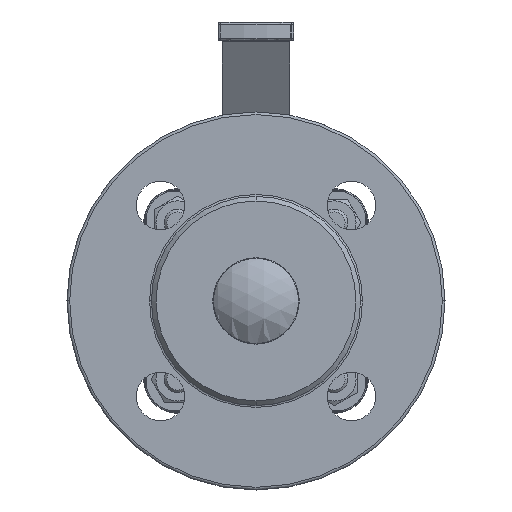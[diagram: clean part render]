
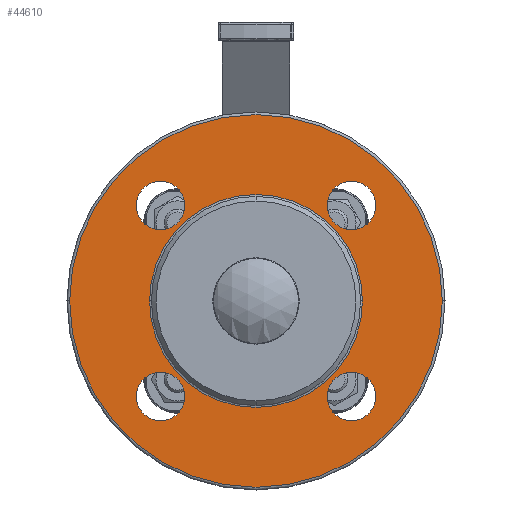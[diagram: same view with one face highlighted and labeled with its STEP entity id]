
A CAD part, left-side view. The second image highlights one B-rep face of the part: STEP entity #44610.
In plain terms, the highlighted face is planar.
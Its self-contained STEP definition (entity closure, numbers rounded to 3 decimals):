
#42022=CARTESIAN_POINT('',(108.,35.355,44.355));
#42023=VERTEX_POINT('',#42022);
#42032=CARTESIAN_POINT('',(108.,35.355,26.355));
#42033=VERTEX_POINT('',#42032);
#42034=CARTESIAN_POINT('',(108.,35.355,35.355));
#42035=DIRECTION('',(-1.0,0.0,0.0));
#42036=DIRECTION('',(0.0,0.0,1.0));
#42037=AXIS2_PLACEMENT_3D('',#42034,#42035,#42036);
#42038=CIRCLE('',#42037,9.0);
#42039=EDGE_CURVE('',#42033,#42023,#42038,.T.);
#42085=CARTESIAN_POINT('',(108.,44.355,-35.355));
#42086=VERTEX_POINT('',#42085);
#42095=CARTESIAN_POINT('',(108.,26.355,-35.355));
#42096=VERTEX_POINT('',#42095);
#42097=CARTESIAN_POINT('',(108.,35.355,-35.355));
#42098=DIRECTION('',(-1.0,0.0,0.0));
#42099=DIRECTION('',(0.0,1.0,0.0));
#42100=AXIS2_PLACEMENT_3D('',#42097,#42098,#42099);
#42101=CIRCLE('',#42100,9.0);
#42102=EDGE_CURVE('',#42096,#42086,#42101,.T.);
#42148=CARTESIAN_POINT('',(108.,-35.355,-44.355));
#42149=VERTEX_POINT('',#42148);
#42158=CARTESIAN_POINT('',(108.,-35.355,-26.355));
#42159=VERTEX_POINT('',#42158);
#42160=CARTESIAN_POINT('',(108.,-35.355,-35.355));
#42161=DIRECTION('',(-1.0,0.0,0.0));
#42162=DIRECTION('',(0.0,0.0,-1.0));
#42163=AXIS2_PLACEMENT_3D('',#42160,#42161,#42162);
#42164=CIRCLE('',#42163,9.0);
#42165=EDGE_CURVE('',#42159,#42149,#42164,.T.);
#42211=CARTESIAN_POINT('',(108.,-44.355,35.355));
#42212=VERTEX_POINT('',#42211);
#42221=CARTESIAN_POINT('',(108.,-26.355,35.355));
#42222=VERTEX_POINT('',#42221);
#42223=CARTESIAN_POINT('',(108.,-35.355,35.355));
#42224=DIRECTION('',(-1.0,0.0,0.0));
#42225=DIRECTION('',(0.0,-1.0,0.0));
#42226=AXIS2_PLACEMENT_3D('',#42223,#42224,#42225);
#42227=CIRCLE('',#42226,9.0);
#42228=EDGE_CURVE('',#42222,#42212,#42227,.T.);
#44315=CARTESIAN_POINT('',(108.,0.,69.0));
#44316=VERTEX_POINT('',#44315);
#44324=CARTESIAN_POINT('',(108.,0.,-69.0));
#44325=VERTEX_POINT('',#44324);
#44326=CARTESIAN_POINT('',(108.,0.0,0.0));
#44327=DIRECTION('',(-1.0,0.0,0.0));
#44328=DIRECTION('',(0.0,1.0,0.0));
#44329=AXIS2_PLACEMENT_3D('',#44326,#44327,#44328);
#44330=CIRCLE('',#44329,69.0);
#44331=EDGE_CURVE('',#44316,#44325,#44330,.T.);
#44441=CARTESIAN_POINT('',(108.,0.,-39.414));
#44442=VERTEX_POINT('',#44441);
#44458=CARTESIAN_POINT('',(108.,0.,39.414));
#44459=VERTEX_POINT('',#44458);
#44467=CARTESIAN_POINT('',(108.,-39.414,0.));
#44468=VERTEX_POINT('',#44467);
#44469=CARTESIAN_POINT('',(108.,0.0,0.0));
#44470=DIRECTION('',(1.0,0.0,0.0));
#44471=DIRECTION('',(0.0,1.0,0.0));
#44472=AXIS2_PLACEMENT_3D('',#44469,#44470,#44471);
#44473=CIRCLE('',#44472,39.414);
#44474=EDGE_CURVE('',#44459,#44468,#44473,.T.);
#44476=CARTESIAN_POINT('',(108.,0.0,0.0));
#44477=DIRECTION('',(1.0,0.0,0.0));
#44478=DIRECTION('',(0.0,1.0,0.0));
#44479=AXIS2_PLACEMENT_3D('',#44476,#44477,#44478);
#44480=CIRCLE('',#44479,39.414);
#44481=EDGE_CURVE('',#44468,#44442,#44480,.T.);
#44522=CARTESIAN_POINT('',(108.,0.0,0.0));
#44523=DIRECTION('',(1.0,0.0,0.0));
#44524=DIRECTION('',(0.0,1.0,0.0));
#44525=AXIS2_PLACEMENT_3D('',#44522,#44523,#44524);
#44526=CIRCLE('',#44525,39.414);
#44527=EDGE_CURVE('',#44442,#44459,#44526,.T.);
#44541=CARTESIAN_POINT('',(108.,-54.5,0.0));
#44542=DIRECTION('',(1.0,0.0,0.0));
#44543=DIRECTION('',(0.0,0.0,-1.0));
#44544=AXIS2_PLACEMENT_3D('',#44541,#44542,#44543);
#44545=PLANE('',#44544);
#44546=CARTESIAN_POINT('',(108.,-69.0,0.0));
#44547=VERTEX_POINT('',#44546);
#44548=CARTESIAN_POINT('',(108.,0.0,0.0));
#44549=DIRECTION('',(-1.0,0.0,0.0));
#44550=DIRECTION('',(0.0,1.0,0.0));
#44551=AXIS2_PLACEMENT_3D('',#44548,#44549,#44550);
#44552=CIRCLE('',#44551,69.0);
#44553=EDGE_CURVE('',#44547,#44316,#44552,.T.);
#44554=ORIENTED_EDGE('',*,*,#44553,.F.);
#44555=CARTESIAN_POINT('',(108.,0.0,0.0));
#44556=DIRECTION('',(-1.0,0.0,0.0));
#44557=DIRECTION('',(0.0,1.0,0.0));
#44558=AXIS2_PLACEMENT_3D('',#44555,#44556,#44557);
#44559=CIRCLE('',#44558,69.0);
#44560=EDGE_CURVE('',#44325,#44547,#44559,.T.);
#44561=ORIENTED_EDGE('',*,*,#44560,.F.);
#44562=ORIENTED_EDGE('',*,*,#44331,.F.);
#44563=EDGE_LOOP('',(#44554,#44561,#44562));
#44564=FACE_OUTER_BOUND('',#44563,.T.);
#44565=ORIENTED_EDGE('',*,*,#42228,.T.);
#44566=CARTESIAN_POINT('',(108.,-35.355,35.355));
#44567=DIRECTION('',(-1.0,0.0,0.0));
#44568=DIRECTION('',(0.0,-1.0,0.0));
#44569=AXIS2_PLACEMENT_3D('',#44566,#44567,#44568);
#44570=CIRCLE('',#44569,9.0);
#44571=EDGE_CURVE('',#42212,#42222,#44570,.T.);
#44572=ORIENTED_EDGE('',*,*,#44571,.T.);
#44573=EDGE_LOOP('',(#44565,#44572));
#44574=FACE_BOUND('',#44573,.T.);
#44575=ORIENTED_EDGE('',*,*,#42165,.T.);
#44576=CARTESIAN_POINT('',(108.,-35.355,-35.355));
#44577=DIRECTION('',(-1.0,0.0,0.0));
#44578=DIRECTION('',(0.0,0.0,-1.0));
#44579=AXIS2_PLACEMENT_3D('',#44576,#44577,#44578);
#44580=CIRCLE('',#44579,9.0);
#44581=EDGE_CURVE('',#42149,#42159,#44580,.T.);
#44582=ORIENTED_EDGE('',*,*,#44581,.T.);
#44583=EDGE_LOOP('',(#44575,#44582));
#44584=FACE_BOUND('',#44583,.T.);
#44585=ORIENTED_EDGE('',*,*,#42102,.T.);
#44586=CARTESIAN_POINT('',(108.,35.355,-35.355));
#44587=DIRECTION('',(-1.0,0.0,0.0));
#44588=DIRECTION('',(0.0,1.0,0.0));
#44589=AXIS2_PLACEMENT_3D('',#44586,#44587,#44588);
#44590=CIRCLE('',#44589,9.0);
#44591=EDGE_CURVE('',#42086,#42096,#44590,.T.);
#44592=ORIENTED_EDGE('',*,*,#44591,.T.);
#44593=EDGE_LOOP('',(#44585,#44592));
#44594=FACE_BOUND('',#44593,.T.);
#44595=ORIENTED_EDGE('',*,*,#42039,.T.);
#44596=CARTESIAN_POINT('',(108.,35.355,35.355));
#44597=DIRECTION('',(-1.0,0.0,0.0));
#44598=DIRECTION('',(0.0,0.0,1.0));
#44599=AXIS2_PLACEMENT_3D('',#44596,#44597,#44598);
#44600=CIRCLE('',#44599,9.0);
#44601=EDGE_CURVE('',#42023,#42033,#44600,.T.);
#44602=ORIENTED_EDGE('',*,*,#44601,.T.);
#44603=EDGE_LOOP('',(#44595,#44602));
#44604=FACE_BOUND('',#44603,.T.);
#44605=ORIENTED_EDGE('',*,*,#44481,.F.);
#44606=ORIENTED_EDGE('',*,*,#44474,.F.);
#44607=ORIENTED_EDGE('',*,*,#44527,.F.);
#44608=EDGE_LOOP('',(#44605,#44606,#44607));
#44609=FACE_BOUND('',#44608,.T.);
#44610=ADVANCED_FACE('',(#44564,#44574,#44584,#44594,#44604,#44609),#44545,.T.);
